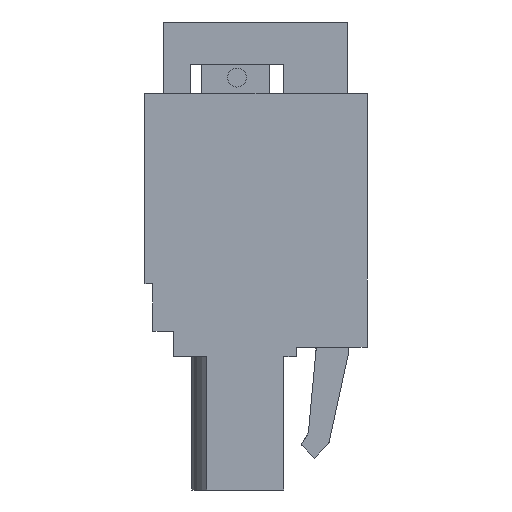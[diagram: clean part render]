
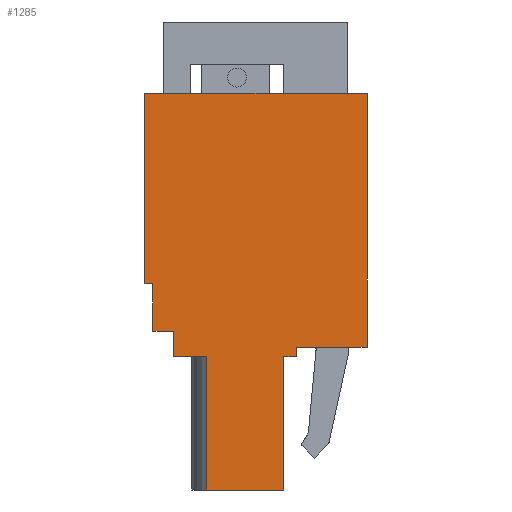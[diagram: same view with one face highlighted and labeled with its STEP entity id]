
A CAD part, left-side view. The second image highlights one B-rep face of the part: STEP entity #1285.
In plain terms, the highlighted planar face has unit normal (-1, 0, 0).
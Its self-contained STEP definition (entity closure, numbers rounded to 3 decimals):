
#1285 = ADVANCED_FACE( '', ( #2981 ), #2982, .F. );
#2981 = FACE_OUTER_BOUND( '', #5422, .T. );
#2982 = PLANE( '', #5423 );
#5422 = EDGE_LOOP( '', ( #9613, #9614, #9615, #9616, #9617, #9618, #9619, #9620, #9621, #9622, #9623, #9624, #9625, #9626 ) );
#5423 = AXIS2_PLACEMENT_3D( '', #9627, #9628, #9629 );
#9613 = ORIENTED_EDGE( '', *, *, #15039, .T. );
#9614 = ORIENTED_EDGE( '', *, *, #15637, .F. );
#9615 = ORIENTED_EDGE( '', *, *, #15378, .F. );
#9616 = ORIENTED_EDGE( '', *, *, #15638, .F. );
#9617 = ORIENTED_EDGE( '', *, *, #15639, .F. );
#9618 = ORIENTED_EDGE( '', *, *, #15252, .F. );
#9619 = ORIENTED_EDGE( '', *, *, #15640, .F. );
#9620 = ORIENTED_EDGE( '', *, *, #15641, .F. );
#9621 = ORIENTED_EDGE( '', *, *, #15642, .F. );
#9622 = ORIENTED_EDGE( '', *, *, #15503, .T. );
#9623 = ORIENTED_EDGE( '', *, *, #15643, .T. );
#9624 = ORIENTED_EDGE( '', *, *, #15644, .T. );
#9625 = ORIENTED_EDGE( '', *, *, #15645, .T. );
#9626 = ORIENTED_EDGE( '', *, *, #15285, .F. );
#9627 = CARTESIAN_POINT( '', ( -15.24, 0., 0. ) );
#9628 = DIRECTION( '', ( 1., 0., 0. ) );
#9629 = DIRECTION( '', ( 0., 0., -1. ) );
#15039 = EDGE_CURVE( '', #18192, #18189, #18193, .T. );
#15252 = EDGE_CURVE( '', #18560, #18561, #18562, .T. );
#15285 = EDGE_CURVE( '', #18192, #18619, #18620, .T. );
#15378 = EDGE_CURVE( '', #18770, #18772, #18773, .T. );
#15503 = EDGE_CURVE( '', #18984, #18982, #18985, .T. );
#15637 = EDGE_CURVE( '', #18772, #18189, #19194, .T. );
#15638 = EDGE_CURVE( '', #19195, #18770, #19196, .T. );
#15639 = EDGE_CURVE( '', #18561, #19195, #19197, .T. );
#15640 = EDGE_CURVE( '', #19198, #18560, #19199, .T. );
#15641 = EDGE_CURVE( '', #19200, #19198, #19201, .T. );
#15642 = EDGE_CURVE( '', #18984, #19200, #19202, .T. );
#15643 = EDGE_CURVE( '', #18982, #19203, #19204, .T. );
#15644 = EDGE_CURVE( '', #19203, #19205, #19206, .T. );
#15645 = EDGE_CURVE( '', #19205, #18619, #19207, .T. );
#18189 = VERTEX_POINT( '', #22775 );
#18192 = VERTEX_POINT( '', #22779 );
#18193 = LINE( '', #22780, #22781 );
#18560 = VERTEX_POINT( '', #23315 );
#18561 = VERTEX_POINT( '', #23316 );
#18562 = LINE( '', #23317, #23318 );
#18619 = VERTEX_POINT( '', #23402 );
#18620 = LINE( '', #23403, #23404 );
#18770 = VERTEX_POINT( '', #23622 );
#18772 = VERTEX_POINT( '', #23625 );
#18773 = LINE( '', #23626, #23627 );
#18982 = VERTEX_POINT( '', #23927 );
#18984 = VERTEX_POINT( '', #23930 );
#18985 = LINE( '', #23931, #23932 );
#19194 = LINE( '', #24236, #24237 );
#19195 = VERTEX_POINT( '', #24238 );
#19196 = LINE( '', #24239, #24240 );
#19197 = LINE( '', #24241, #24242 );
#19198 = VERTEX_POINT( '', #24243 );
#19199 = LINE( '', #24244, #24245 );
#19200 = VERTEX_POINT( '', #24246 );
#19201 = LINE( '', #24247, #24248 );
#19202 = LINE( '', #24249, #24250 );
#19203 = VERTEX_POINT( '', #24251 );
#19204 = LINE( '', #24252, #24253 );
#19205 = VERTEX_POINT( '', #24254 );
#19206 = LINE( '', #24255, #24256 );
#19207 = LINE( '', #24257, #24258 );
#22775 = CARTESIAN_POINT( '', ( -15.24, 3.1, -16.7 ) );
#22779 = CARTESIAN_POINT( '', ( -15.24, 3.1, -8.3 ) );
#22780 = CARTESIAN_POINT( '', ( -15.24, 3.1, -8.3 ) );
#22781 = VECTOR( '', #27815, 1000. );
#23315 = CARTESIAN_POINT( '', ( -15.24, -7., -7.7 ) );
#23316 = CARTESIAN_POINT( '', ( -15.24, -2.55, -7.7 ) );
#23317 = CARTESIAN_POINT( '', ( -15.24, 0., -7.7 ) );
#23318 = VECTOR( '', #28039, 1000. );
#23402 = CARTESIAN_POINT( '', ( -15.24, 5.2, -8.3 ) );
#23403 = CARTESIAN_POINT( '', ( -15.24, -7., -8.3 ) );
#23404 = VECTOR( '', #28070, 1000. );
#23622 = CARTESIAN_POINT( '', ( -15.24, -1.75, -8.3 ) );
#23625 = CARTESIAN_POINT( '', ( -15.24, -1.75, -16.7 ) );
#23626 = CARTESIAN_POINT( '', ( -15.24, -1.75, -8.3 ) );
#23627 = VECTOR( '', #28167, 1000. );
#23927 = CARTESIAN_POINT( '', ( -15.24, 6.5, -3.7 ) );
#23930 = CARTESIAN_POINT( '', ( -15.24, 7., -3.7 ) );
#23931 = CARTESIAN_POINT( '', ( -15.24, 0., -3.7 ) );
#23932 = VECTOR( '', #28287, 1000. );
#24236 = CARTESIAN_POINT( '', ( -15.24, -1.75, -16.7 ) );
#24237 = VECTOR( '', #28423, 1000. );
#24238 = CARTESIAN_POINT( '', ( -15.24, -2.55, -8.3 ) );
#24239 = CARTESIAN_POINT( '', ( -15.24, -7., -8.3 ) );
#24240 = VECTOR( '', #28424, 1000. );
#24241 = CARTESIAN_POINT( '', ( -15.24, -2.55, 0. ) );
#24242 = VECTOR( '', #28425, 1000. );
#24243 = CARTESIAN_POINT( '', ( -15.24, -7., 8.3 ) );
#24244 = CARTESIAN_POINT( '', ( -15.24, -7., 8.3 ) );
#24245 = VECTOR( '', #28426, 1000. );
#24246 = CARTESIAN_POINT( '', ( -15.24, 7., 8.3 ) );
#24247 = CARTESIAN_POINT( '', ( -15.24, 7., 8.3 ) );
#24248 = VECTOR( '', #28427, 1000. );
#24249 = CARTESIAN_POINT( '', ( -15.24, 7., -8.3 ) );
#24250 = VECTOR( '', #28428, 1000. );
#24251 = CARTESIAN_POINT( '', ( -15.24, 6.5, -6.7 ) );
#24252 = CARTESIAN_POINT( '', ( -15.24, 6.5, 0. ) );
#24253 = VECTOR( '', #28429, 1000. );
#24254 = CARTESIAN_POINT( '', ( -15.24, 5.2, -6.7 ) );
#24255 = CARTESIAN_POINT( '', ( -15.24, 0., -6.7 ) );
#24256 = VECTOR( '', #28430, 1000. );
#24257 = CARTESIAN_POINT( '', ( -15.24, 5.2, 0. ) );
#24258 = VECTOR( '', #28431, 1000. );
#27815 = DIRECTION( '', ( 0., 0., -1. ) );
#28039 = DIRECTION( '', ( 0., 1., 0. ) );
#28070 = DIRECTION( '', ( 0., 1., 0. ) );
#28167 = DIRECTION( '', ( 0., 0., -1. ) );
#28287 = DIRECTION( '', ( 0., -1., 0. ) );
#28423 = DIRECTION( '', ( 0., 1., 0. ) );
#28424 = DIRECTION( '', ( 0., 1., 0. ) );
#28425 = DIRECTION( '', ( 0., 0., -1. ) );
#28426 = DIRECTION( '', ( 0., 0., -1. ) );
#28427 = DIRECTION( '', ( 0., -1., 0. ) );
#28428 = DIRECTION( '', ( 0., 0., 1. ) );
#28429 = DIRECTION( '', ( 0., 0., -1. ) );
#28430 = DIRECTION( '', ( 0., -1., 0. ) );
#28431 = DIRECTION( '', ( 0., 0., -1. ) );
